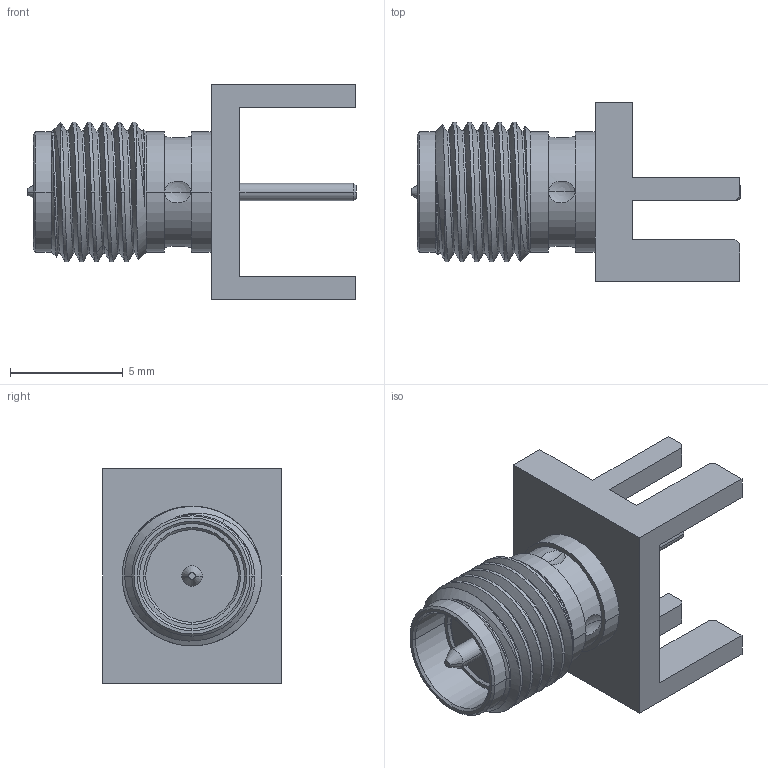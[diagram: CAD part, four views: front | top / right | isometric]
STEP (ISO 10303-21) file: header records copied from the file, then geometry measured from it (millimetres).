
FILE_DESCRIPTION (( 'STEP AP214' ), '1' );
FILE_NAME ('SMA-EDGE.STEP', '2021-09-02T22:30:45', ( '' ), ( '' ), 'SwSTEP 2.0', 'SolidWorks 2018', '' );
FILE_SCHEMA (( 'AUTOMOTIVE_DESIGN' ));
Length unit declared in the file: inch
Products named in the file (1): SMA-EDGE
Bounding box: 14.55 x 7.92 x 9.52 mm (x, y, z)
Volume: 286.7 mm3; surface area: 539.5 mm2
Topology: 1 solids, 1 shells, 96 faces, 243 edges, 151 vertices
Faces by surface type: plane 34, cylinder 28, cone 18, sphere 8, bspline 8
Entity records: 4781 total; most frequent: CARTESIAN_POINT 2564, ORIENTED_EDGE 462, DIRECTION 417, EDGE_CURVE 231, AXIS2_PLACEMENT_3D 149, VERTEX_POINT 147, LINE 119, VECTOR 119
